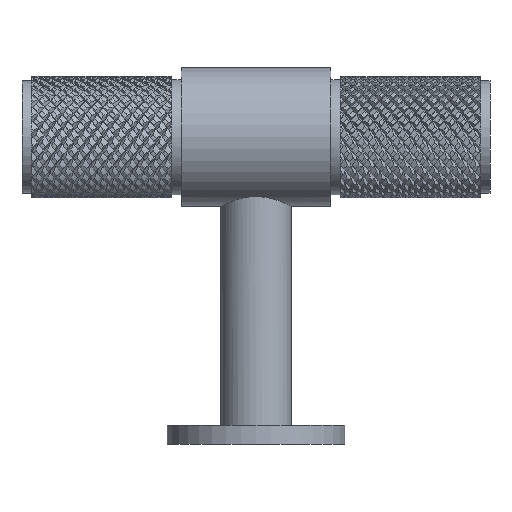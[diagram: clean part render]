
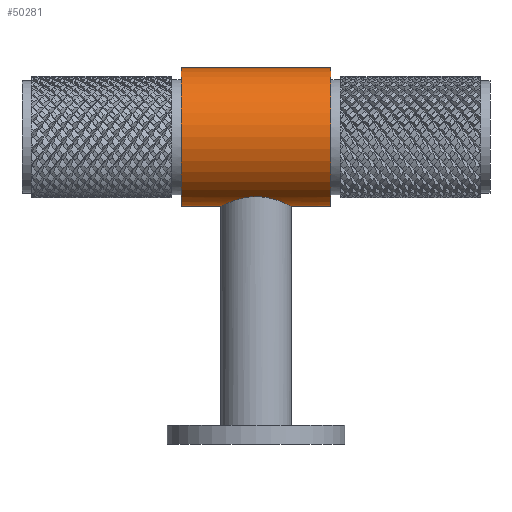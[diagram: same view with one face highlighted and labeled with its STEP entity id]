
A CAD part, front view. The second image highlights one B-rep face of the part: STEP entity #50281.
In plain terms, the highlighted cylindrical face has radius 7.4 mm (diameter 14.8 mm), a partial arc.
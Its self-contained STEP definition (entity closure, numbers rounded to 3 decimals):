
#306 = CARTESIAN_POINT ( 'NONE',  ( -3.79, -0.255, 25.4 ) ) ;
#2129 = CARTESIAN_POINT ( 'NONE',  ( 0.507, -3.764, 26.429 ) ) ;
#8615 = CARTESIAN_POINT ( 'NONE',  ( -8., 0., 25.4 ) ) ;
#24456 = CARTESIAN_POINT ( 'NONE',  ( 2.504, -2.856, 25.971 ) ) ;
#25443 = DIRECTION ( 'NONE',  ( 0., 0., -1. ) ) ;
#26308 = CARTESIAN_POINT ( 'NONE',  ( 2.317, -3.01, 26.038 ) ) ;
#28121 = CARTESIAN_POINT ( 'NONE',  ( 2.848, -2.512, 25.837 ) ) ;
#29940 = CARTESIAN_POINT ( 'NONE',  ( -1.232, -3.593, 26.33 ) ) ;
#32308 = CARTESIAN_POINT ( 'NONE',  ( 8., 0., 40.2 ) ) ;
#38513 = EDGE_CURVE ( 'NONE', #330099, #200218, #65981, .T. ) ;
#50281 = ADVANCED_FACE ( 'NONE', ( #173080 ), #338240, .T. ) ;
#52139 = EDGE_CURVE ( 'NONE', #175794, #65530, #321045, .T. ) ;
#52313 = CARTESIAN_POINT ( 'NONE',  ( 3.28, -1.915, 25.649 ) ) ;
#54033 = CARTESIAN_POINT ( 'NONE',  ( -8., 0., 25.4 ) ) ;
#54764 = ORIENTED_EDGE ( 'NONE', *, *, #52139, .F. ) ;
#62661 = EDGE_CURVE ( 'NONE', #245416, #65530, #313707, .T. ) ;
#65530 = VERTEX_POINT ( 'NONE', #206206 ) ;
#65981 = LINE ( 'NONE', #290553, #68682 ) ;
#67075 = VECTOR ( 'NONE', #295643, 1000. ) ;
#68682 = VECTOR ( 'NONE', #179207, 1000. ) ;
#76651 = VERTEX_POINT ( 'NONE', #203653 ) ;
#82237 = DIRECTION ( 'NONE',  ( 0., 0., -1. ) ) ;
#83856 = CARTESIAN_POINT ( 'NONE',  ( -3.398, -1.697, 25.593 ) ) ;
#87484 = CARTESIAN_POINT ( 'NONE',  ( -3.59, -1.241, 25.501 ) ) ;
#101520 = ORIENTED_EDGE ( 'NONE', *, *, #329454, .T. ) ;
#103947 = AXIS2_PLACEMENT_3D ( 'NONE', #363235, #192530, #25443 ) ;
#108231 = DIRECTION ( 'NONE',  ( 1., 0., 0. ) ) ;
#109338 = CARTESIAN_POINT ( 'NONE',  ( 8., 0., 32.8 ) ) ;
#109459 = EDGE_LOOP ( 'NONE', ( #266006, #101520, #243186, #284869, #143716, #54764 ) ) ;
#109856 = CARTESIAN_POINT ( 'NONE',  ( 1.91, -3.283, 26.166 ) ) ;
#113516 = CARTESIAN_POINT ( 'NONE',  ( -3.278, -1.917, 25.65 ) ) ;
#115355 = CARTESIAN_POINT ( 'NONE',  ( -1.909, -3.283, 26.167 ) ) ;
#120068 = AXIS2_PLACEMENT_3D ( 'NONE', #278926, #108231, #82237 ) ;
#125402 = AXIS2_PLACEMENT_3D ( 'NONE', #109338, #222529, #194684 ) ;
#139575 = CARTESIAN_POINT ( 'NONE',  ( -0.994, -3.666, 26.372 ) ) ;
#141399 = CARTESIAN_POINT ( 'NONE',  ( -2.314, -3.012, 26.039 ) ) ;
#143716 = ORIENTED_EDGE ( 'NONE', *, *, #62661, .T. ) ;
#147583 = EDGE_CURVE ( 'NONE', #76651, #175794, #260936, .T. ) ;
#165566 = CARTESIAN_POINT ( 'NONE',  ( 3.006, -2.321, 25.77 ) ) ;
#167414 = CARTESIAN_POINT ( 'NONE',  ( 0.256, -3.79, 26.444 ) ) ;
#169236 = CARTESIAN_POINT ( 'NONE',  ( 3.79, 0., 25.4 ) ) ;
#171051 = CARTESIAN_POINT ( 'NONE',  ( 3.79, -0.252, 25.4 ) ) ;
#172877 = CARTESIAN_POINT ( 'NONE',  ( -0.501, -3.765, 26.429 ) ) ;
#173080 = FACE_OUTER_BOUND ( 'NONE', #109459, .T. ) ;
#175794 = VERTEX_POINT ( 'NONE', #32308 ) ;
#179207 = DIRECTION ( 'NONE',  ( 1., 0., 0. ) ) ;
#191033 = VECTOR ( 'NONE', #278602, 1000. ) ;
#192530 = DIRECTION ( 'NONE',  ( 1., 0., 0. ) ) ;
#194684 = DIRECTION ( 'NONE',  ( 0., 0., -1. ) ) ;
#195203 = CARTESIAN_POINT ( 'NONE',  ( 3.591, -1.237, 25.5 ) ) ;
#197021 = CARTESIAN_POINT ( 'NONE',  ( -3.663, -1.004, 25.464 ) ) ;
#200218 = VERTEX_POINT ( 'NONE', #350647 ) ;
#200673 = CARTESIAN_POINT ( 'NONE',  ( -3.764, -0.511, 25.413 ) ) ;
#203653 = CARTESIAN_POINT ( 'NONE',  ( -8., 0., 40.2 ) ) ;
#206206 = CARTESIAN_POINT ( 'NONE',  ( 8., 0., 25.4 ) ) ;
#222529 = DIRECTION ( 'NONE',  ( 1., 0., 0. ) ) ;
#223045 = CARTESIAN_POINT ( 'NONE',  ( 1.003, -3.664, 26.37 ) ) ;
#224859 = CARTESIAN_POINT ( 'NONE',  ( 1.239, -3.59, 26.328 ) ) ;
#228498 = CARTESIAN_POINT ( 'NONE',  ( 3.665, -0.999, 25.464 ) ) ;
#243186 = ORIENTED_EDGE ( 'NONE', *, *, #38513, .T. ) ;
#244975 = CARTESIAN_POINT ( 'NONE',  ( 3.79, 0., 25.4 ) ) ;
#245416 = VERTEX_POINT ( 'NONE', #244975 ) ;
#252679 = CARTESIAN_POINT ( 'NONE',  ( -2.504, -2.855, 25.97 ) ) ;
#256343 = CARTESIAN_POINT ( 'NONE',  ( 1.692, -3.4, 26.227 ) ) ;
#260936 = LINE ( 'NONE', #354993, #67075 ) ;
#266006 = ORIENTED_EDGE ( 'NONE', *, *, #147583, .F. ) ;
#278602 = DIRECTION ( 'NONE',  ( 1., 0., 0. ) ) ;
#278926 = CARTESIAN_POINT ( 'NONE',  ( -8., 0., 32.8 ) ) ;
#280550 = CARTESIAN_POINT ( 'NONE',  ( -0.246, -3.79, 26.444 ) ) ;
#282385 = CARTESIAN_POINT ( 'NONE',  ( -1.691, -3.401, 26.227 ) ) ;
#284204 = CARTESIAN_POINT ( 'NONE',  ( 3.397, -1.699, 25.594 ) ) ;
#284869 = ORIENTED_EDGE ( 'NONE', *, *, #309513, .F. ) ;
#290553 = CARTESIAN_POINT ( 'NONE',  ( -8., 0., 25.4 ) ) ;
#295643 = DIRECTION ( 'NONE',  ( 1., 0., 0. ) ) ;
#304072 = B_SPLINE_CURVE_WITH_KNOTS ( 'NONE', 3,
 ( #169236, #171051, #336203, #228498, #195203, #284204, #52313, #165566, #28121, #24456, #26308, #109856, #256343, #224859, #223045, #2129, #167414, #280550, #172877, #139575, #29940, #282385, #115355, #141399, #252679, #338042, #341690, #113516, #83856, #87484, #197021, #200673, #306, #310159 ),
 .UNSPECIFIED., .F., .F.,
 ( 4, 2, 2, 2, 2, 2, 2, 2, 2, 2, 2, 2, 2, 2, 2, 2, 4 ),
 ( 0.012, 0.013, 0.014, 0.014, 0.015, 0.016, 0.017, 0.017, 0.018, 0.019, 0.02, 0.02, 0.021, 0.022, 0.023, 0.023, 0.024 ),
 .UNSPECIFIED. ) ;
#309513 = EDGE_CURVE ( 'NONE', #245416, #200218, #304072, .T. ) ;
#310159 = CARTESIAN_POINT ( 'NONE',  ( -3.79, 0., 25.4 ) ) ;
#313707 = LINE ( 'NONE', #54033, #191033 ) ;
#321045 = CIRCLE ( 'NONE', #125402, 7.4 ) ;
#329454 = EDGE_CURVE ( 'NONE', #76651, #330099, #334917, .T. ) ;
#330099 = VERTEX_POINT ( 'NONE', #8615 ) ;
#334917 = CIRCLE ( 'NONE', #103947, 7.4 ) ;
#336203 = CARTESIAN_POINT ( 'NONE',  ( 3.764, -0.507, 25.413 ) ) ;
#338042 = CARTESIAN_POINT ( 'NONE',  ( -2.85, -2.51, 25.836 ) ) ;
#338240 = CYLINDRICAL_SURFACE ( 'NONE', #120068, 7.4 ) ;
#341690 = CARTESIAN_POINT ( 'NONE',  ( -3.004, -2.323, 25.771 ) ) ;
#350647 = CARTESIAN_POINT ( 'NONE',  ( -3.79, 0., 25.4 ) ) ;
#354993 = CARTESIAN_POINT ( 'NONE',  ( -8., 0., 40.2 ) ) ;
#363235 = CARTESIAN_POINT ( 'NONE',  ( -8., 0., 32.8 ) ) ;
